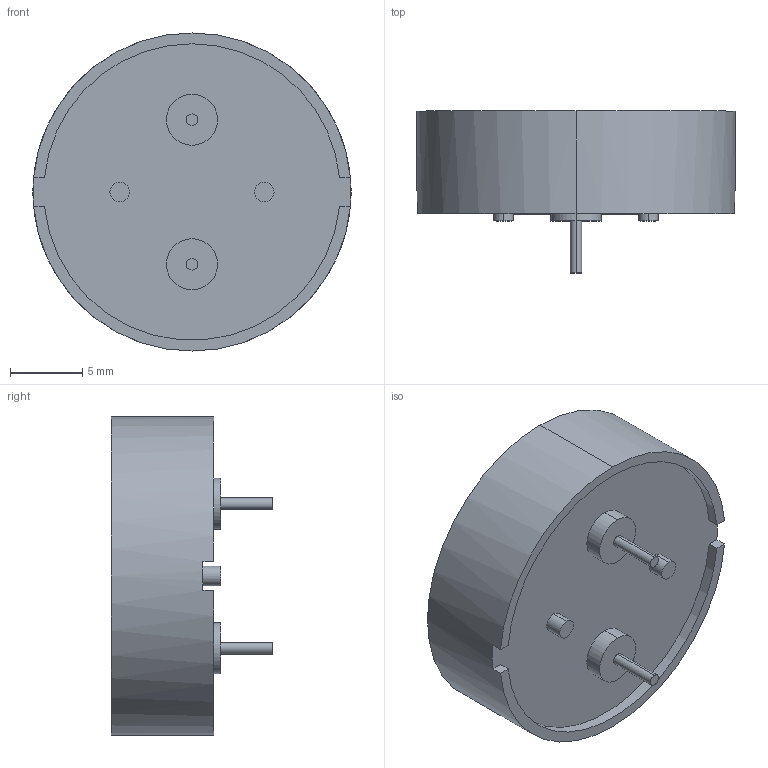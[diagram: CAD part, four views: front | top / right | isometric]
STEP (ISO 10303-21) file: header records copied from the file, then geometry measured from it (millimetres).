
FILE_DESCRIPTION (( 'STEP AP203' ), '1' );
FILE_NAME ('PT-2207.STEP', '2017-03-21T19:37:38', ( 'Gem' ), ( '' ), 'SwSTEP 2.0', 'SolidWorks 2013', '' );
FILE_SCHEMA (( 'CONFIG_CONTROL_DESIGN' ));
Length unit declared in the file: millimetre
Products named in the file (1): PT-2207
Bounding box: 22 x 11.2 x 22 mm (x, y, z)
Volume: 2461.9 mm3; surface area: 1370.8 mm2
Topology: 1 solids, 1 shells, 34 faces, 75 edges, 50 vertices
Faces by surface type: cylinder 19, plane 15
Entity records: 1040 total; most frequent: DIRECTION 187, CARTESIAN_POINT 160, ORIENTED_EDGE 150, AXIS2_PLACEMENT_3D 77, EDGE_CURVE 75, VERTEX_POINT 50, CIRCLE 42, EDGE_LOOP 41
